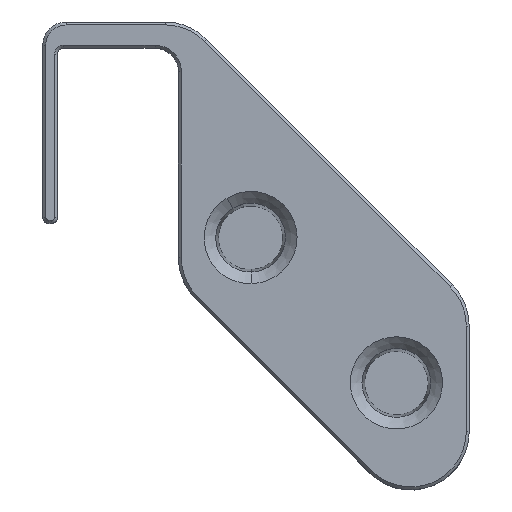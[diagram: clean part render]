
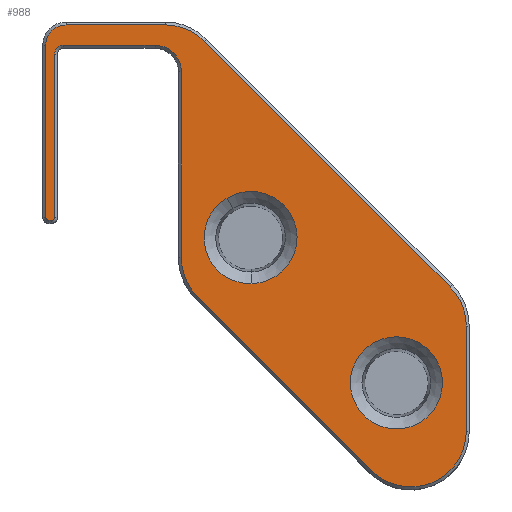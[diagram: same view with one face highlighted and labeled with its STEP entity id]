
A CAD part, top view. The second image highlights one B-rep face of the part: STEP entity #988.
In plain terms, the highlighted planar face has unit normal (0, 0, 1).
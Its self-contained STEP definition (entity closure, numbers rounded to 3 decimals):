
#31=FACE_BOUND('',#133,.T.);
#32=FACE_BOUND('',#134,.T.);
#33=PLANE('',#1071);
#65=FACE_OUTER_BOUND('',#132,.T.);
#132=EDGE_LOOP('',(#673,#674,#675,#676,#677,#678,#679,#680,#681,#682,#683,
#684,#685,#686,#687,#688,#689,#690));
#133=EDGE_LOOP('',(#691,#692));
#134=EDGE_LOOP('',(#693));
#201=LINE('',#1522,#296);
#202=LINE('',#1526,#297);
#203=LINE('',#1530,#298);
#204=LINE('',#1534,#299);
#205=LINE('',#1538,#300);
#206=LINE('',#1542,#301);
#207=LINE('',#1546,#302);
#208=LINE('',#1550,#303);
#209=LINE('',#1553,#304);
#296=VECTOR('',#1196,10.);
#297=VECTOR('',#1199,10.);
#298=VECTOR('',#1202,10.);
#299=VECTOR('',#1205,10.);
#300=VECTOR('',#1208,10.);
#301=VECTOR('',#1211,10.);
#302=VECTOR('',#1214,10.);
#303=VECTOR('',#1217,10.);
#304=VECTOR('',#1220,10.);
#390=CIRCLE('',#1069,7.9);
#392=CIRCLE('',#1072,9.5);
#393=CIRCLE('',#1073,9.5);
#394=CIRCLE('',#1074,9.5);
#395=CIRCLE('',#1075,9.5);
#396=CIRCLE('',#1076,3.5);
#397=CIRCLE('',#1077,0.5);
#398=CIRCLE('',#1078,0.5);
#399=CIRCLE('',#1079,1.5);
#400=CIRCLE('',#1080,4.5);
#401=CIRCLE('',#1081,7.9);
#402=CIRCLE('',#1082,7.85);
#438=VERTEX_POINT('',#1512);
#440=VERTEX_POINT('',#1518);
#441=VERTEX_POINT('',#1519);
#442=VERTEX_POINT('',#1521);
#443=VERTEX_POINT('',#1523);
#444=VERTEX_POINT('',#1525);
#445=VERTEX_POINT('',#1527);
#446=VERTEX_POINT('',#1529);
#447=VERTEX_POINT('',#1531);
#448=VERTEX_POINT('',#1533);
#449=VERTEX_POINT('',#1535);
#450=VERTEX_POINT('',#1537);
#451=VERTEX_POINT('',#1539);
#452=VERTEX_POINT('',#1541);
#453=VERTEX_POINT('',#1543);
#454=VERTEX_POINT('',#1545);
#455=VERTEX_POINT('',#1547);
#456=VERTEX_POINT('',#1549);
#457=VERTEX_POINT('',#1551);
#458=VERTEX_POINT('',#1554);
#459=VERTEX_POINT('',#1555);
#522=EDGE_CURVE('',#438,#438,#390,.T.);
#525=EDGE_CURVE('',#440,#441,#392,.T.);
#526=EDGE_CURVE('',#442,#440,#201,.T.);
#527=EDGE_CURVE('',#443,#442,#393,.T.);
#528=EDGE_CURVE('',#444,#443,#202,.T.);
#529=EDGE_CURVE('',#445,#444,#394,.T.);
#530=EDGE_CURVE('',#446,#445,#203,.T.);
#531=EDGE_CURVE('',#447,#446,#395,.T.);
#532=EDGE_CURVE('',#448,#447,#204,.T.);
#533=EDGE_CURVE('',#449,#448,#396,.T.);
#534=EDGE_CURVE('',#450,#449,#205,.T.);
#535=EDGE_CURVE('',#451,#450,#397,.T.);
#536=EDGE_CURVE('',#452,#451,#206,.T.);
#537=EDGE_CURVE('',#453,#452,#398,.T.);
#538=EDGE_CURVE('',#454,#453,#207,.T.);
#539=EDGE_CURVE('',#455,#454,#399,.T.);
#540=EDGE_CURVE('',#456,#455,#208,.T.);
#541=EDGE_CURVE('',#457,#456,#400,.T.);
#542=EDGE_CURVE('',#441,#457,#209,.T.);
#543=EDGE_CURVE('',#458,#459,#401,.T.);
#544=EDGE_CURVE('',#459,#458,#402,.T.);
#673=ORIENTED_EDGE('',*,*,#525,.F.);
#674=ORIENTED_EDGE('',*,*,#526,.F.);
#675=ORIENTED_EDGE('',*,*,#527,.F.);
#676=ORIENTED_EDGE('',*,*,#528,.F.);
#677=ORIENTED_EDGE('',*,*,#529,.F.);
#678=ORIENTED_EDGE('',*,*,#530,.F.);
#679=ORIENTED_EDGE('',*,*,#531,.F.);
#680=ORIENTED_EDGE('',*,*,#532,.F.);
#681=ORIENTED_EDGE('',*,*,#533,.F.);
#682=ORIENTED_EDGE('',*,*,#534,.F.);
#683=ORIENTED_EDGE('',*,*,#535,.F.);
#684=ORIENTED_EDGE('',*,*,#536,.F.);
#685=ORIENTED_EDGE('',*,*,#537,.F.);
#686=ORIENTED_EDGE('',*,*,#538,.F.);
#687=ORIENTED_EDGE('',*,*,#539,.F.);
#688=ORIENTED_EDGE('',*,*,#540,.F.);
#689=ORIENTED_EDGE('',*,*,#541,.F.);
#690=ORIENTED_EDGE('',*,*,#542,.F.);
#691=ORIENTED_EDGE('',*,*,#543,.F.);
#692=ORIENTED_EDGE('',*,*,#544,.F.);
#693=ORIENTED_EDGE('',*,*,#522,.F.);
#988=ADVANCED_FACE('',(#65,#31,#32),#33,.T.);
#1069=AXIS2_PLACEMENT_3D('',#1513,#1187,#1188);
#1071=AXIS2_PLACEMENT_3D('',#1517,#1192,#1193);
#1072=AXIS2_PLACEMENT_3D('',#1520,#1194,#1195);
#1073=AXIS2_PLACEMENT_3D('',#1524,#1197,#1198);
#1074=AXIS2_PLACEMENT_3D('',#1528,#1200,#1201);
#1075=AXIS2_PLACEMENT_3D('',#1532,#1203,#1204);
#1076=AXIS2_PLACEMENT_3D('',#1536,#1206,#1207);
#1077=AXIS2_PLACEMENT_3D('',#1540,#1209,#1210);
#1078=AXIS2_PLACEMENT_3D('',#1544,#1212,#1213);
#1079=AXIS2_PLACEMENT_3D('',#1548,#1215,#1216);
#1080=AXIS2_PLACEMENT_3D('',#1552,#1218,#1219);
#1081=AXIS2_PLACEMENT_3D('',#1556,#1221,#1222);
#1082=AXIS2_PLACEMENT_3D('',#1557,#1223,#1224);
#1187=DIRECTION('center_axis',(0.,0.,1.));
#1188=DIRECTION('ref_axis',(1.,0.,0.));
#1192=DIRECTION('center_axis',(0.,0.,1.));
#1193=DIRECTION('ref_axis',(1.,0.,0.));
#1194=DIRECTION('center_axis',(0.,0.,-1.));
#1195=DIRECTION('ref_axis',(-0.924,-0.383,0.));
#1196=DIRECTION('',(-0.707,0.707,0.));
#1197=DIRECTION('center_axis',(0.,0.,-1.));
#1198=DIRECTION('ref_axis',(0.383,-0.924,0.));
#1199=DIRECTION('',(0.,-1.,0.));
#1200=DIRECTION('center_axis',(0.,0.,-1.));
#1201=DIRECTION('ref_axis',(0.924,0.383,0.));
#1202=DIRECTION('',(0.707,-0.707,0.));
#1203=DIRECTION('center_axis',(0.,0.,-1.));
#1204=DIRECTION('ref_axis',(0.383,0.924,0.));
#1205=DIRECTION('',(1.,0.,0.));
#1206=DIRECTION('center_axis',(0.,0.,-1.));
#1207=DIRECTION('ref_axis',(-0.707,0.707,0.));
#1208=DIRECTION('',(0.,1.,0.));
#1209=DIRECTION('center_axis',(0.,0.,-1.));
#1210=DIRECTION('ref_axis',(-0.707,-0.707,0.));
#1211=DIRECTION('',(-1.,0.,0.));
#1212=DIRECTION('center_axis',(0.,0.,-1.));
#1213=DIRECTION('ref_axis',(0.707,-0.707,0.));
#1214=DIRECTION('',(0.,-1.,0.));
#1215=DIRECTION('center_axis',(0.,0.,1.));
#1216=DIRECTION('ref_axis',(-0.707,0.707,0.));
#1217=DIRECTION('',(-1.,0.,0.));
#1218=DIRECTION('center_axis',(0.,0.,1.));
#1219=DIRECTION('ref_axis',(0.707,0.707,0.));
#1220=DIRECTION('',(0.,1.,0.));
#1221=DIRECTION('center_axis',(0.,0.,1.));
#1222=DIRECTION('ref_axis',(1.,0.,0.));
#1223=DIRECTION('center_axis',(0.,0.,1.));
#1224=DIRECTION('ref_axis',(-1.,0.,0.));
#1512=CARTESIAN_POINT('',(50.215,-57.365,25.4));
#1513=CARTESIAN_POINT('Origin',(58.115,-57.365,25.4));
#1517=CARTESIAN_POINT('Origin',(34.046,-43.671,25.4));
#1518=CARTESIAN_POINT('',(24.032,-42.575,25.4));
#1519=CARTESIAN_POINT('',(21.25,-35.858,25.4));
#1520=CARTESIAN_POINT('Origin',(30.75,-35.858,25.4));
#1521=CARTESIAN_POINT('',(53.875,-72.418,25.4));
#1522=CARTESIAN_POINT('',(25.345,-43.888,25.4));
#1523=CARTESIAN_POINT('',(70.093,-65.701,25.4));
#1524=CARTESIAN_POINT('Origin',(60.593,-65.701,25.4));
#1525=CARTESIAN_POINT('',(70.093,-47.621,25.4));
#1526=CARTESIAN_POINT('',(70.093,-66.757,25.4));
#1527=CARTESIAN_POINT('',(67.31,-40.903,25.4));
#1528=CARTESIAN_POINT('Origin',(60.593,-47.621,25.4));
#1529=CARTESIAN_POINT('',(25.189,1.218,25.4));
#1530=CARTESIAN_POINT('',(61.858,-35.451,25.4));
#1531=CARTESIAN_POINT('',(18.472,4.,25.4));
#1532=CARTESIAN_POINT('Origin',(18.472,-5.5,25.4));
#1533=CARTESIAN_POINT('',(1.5,4.,25.4));
#1534=CARTESIAN_POINT('',(27.916,4.,25.4));
#1535=CARTESIAN_POINT('',(-2.,0.5,25.4));
#1536=CARTESIAN_POINT('Origin',(1.5,0.5,25.4));
#1537=CARTESIAN_POINT('',(-2.,-29.,25.4));
#1538=CARTESIAN_POINT('',(-2.,-20.586,25.4));
#1539=CARTESIAN_POINT('',(-1.5,-29.5,25.4));
#1540=CARTESIAN_POINT('Origin',(-1.5,-29.,25.4));
#1541=CARTESIAN_POINT('',(-1.,-29.5,25.4));
#1542=CARTESIAN_POINT('',(15.773,-29.5,25.4));
#1543=CARTESIAN_POINT('',(-0.5,-29.,25.4));
#1544=CARTESIAN_POINT('Origin',(-1.,-29.,25.4));
#1545=CARTESIAN_POINT('',(-0.5,-1.,25.4));
#1546=CARTESIAN_POINT('',(-0.5,-36.836,25.4));
#1547=CARTESIAN_POINT('',(1.,0.5,25.4));
#1548=CARTESIAN_POINT('Origin',(1.,-1.,25.4));
#1549=CARTESIAN_POINT('',(16.75,0.5,25.4));
#1550=CARTESIAN_POINT('',(17.023,0.5,25.4));
#1551=CARTESIAN_POINT('',(21.25,-4.,25.4));
#1552=CARTESIAN_POINT('Origin',(16.75,-4.,25.4));
#1553=CARTESIAN_POINT('',(21.25,-21.836,25.4));
#1554=CARTESIAN_POINT('',(33.362,-40.342,25.4));
#1555=CARTESIAN_POINT('',(29.081,-25.698,25.4));
#1556=CARTESIAN_POINT('Origin',(33.193,-32.443,25.4));
#1557=CARTESIAN_POINT('Origin',(33.,-32.5,25.4));
